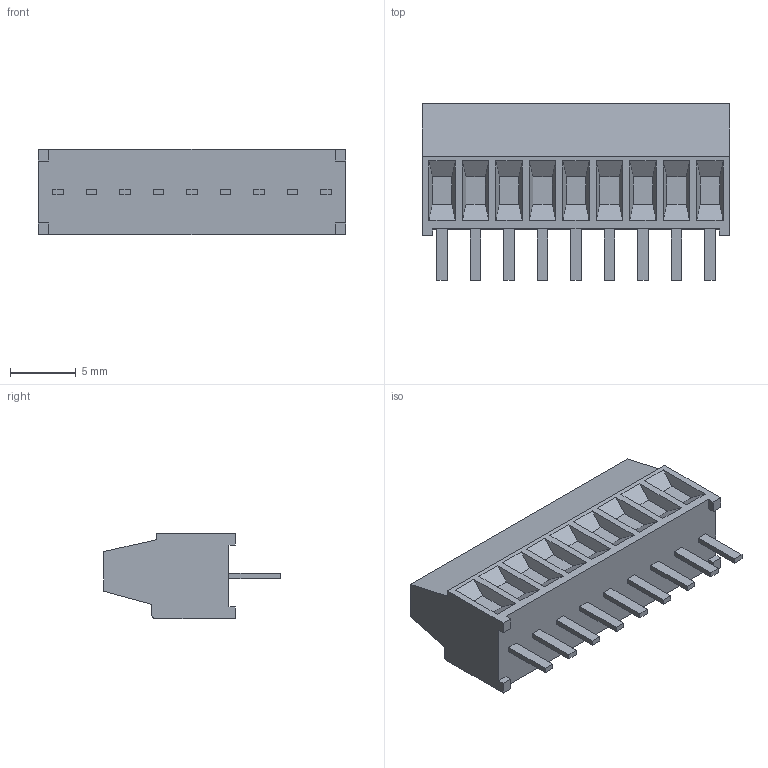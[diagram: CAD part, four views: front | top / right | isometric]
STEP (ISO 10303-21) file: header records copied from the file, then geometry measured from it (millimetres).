
FILE_DESCRIPTION((''),'2;1');
FILE_NAME('C-282834-9','2019-05-06T07:57:45',('workeradm'),('TE Connectivity Ltd.'),'CREO PARAMETRIC BY PTC INC, 2018190','CREO PARAMETRIC BY PTC INC, 2018190','');
FILE_SCHEMA(('AUTOMOTIVE_DESIGN { 1 0 10303 214 1 1 1 1 }'));
Length unit declared in the file: millimetre
Products named in the file (1): C-282834-9
Bounding box: 23.32 x 13.4 x 6.5 mm (x, y, z)
Volume: 1092.6 mm3; surface area: 1101.9 mm2
Topology: 1 solids, 1 shells, 266 faces, 693 edges, 456 vertices
Faces by surface type: plane 238, cylinder 28
Entity records: 8089 total; most frequent: CARTESIAN_POINT 1417, ORIENTED_EDGE 1386, DIRECTION 1317, EDGE_CURVE 693, VECTOR 601, LINE 601, VERTEX_POINT 456, AXIS2_PLACEMENT_3D 358
